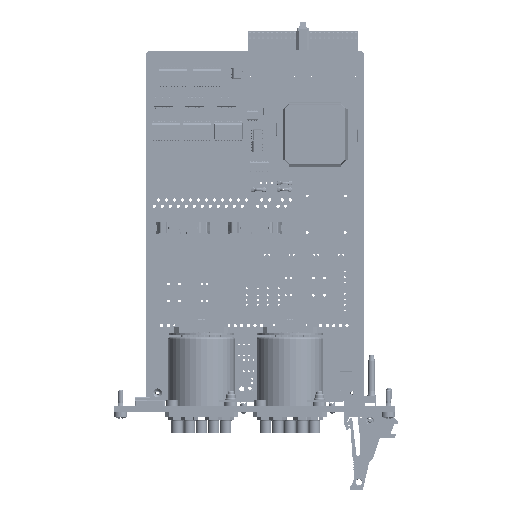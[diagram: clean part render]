
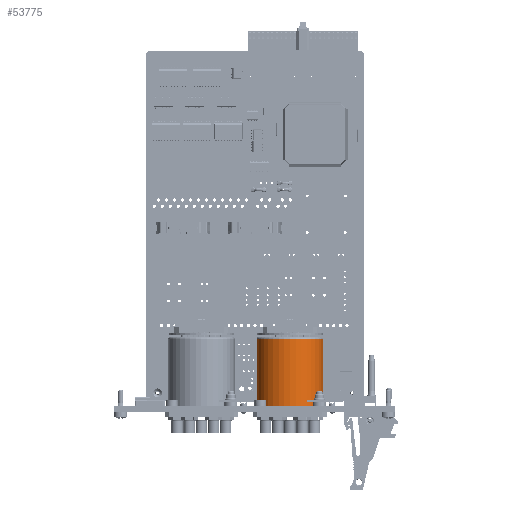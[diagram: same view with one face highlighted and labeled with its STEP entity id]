
A CAD part, left-side view. The second image highlights one B-rep face of the part: STEP entity #53775.
In plain terms, the highlighted cylindrical face has radius 15.25 mm (diameter 30.5 mm), a full revolution.
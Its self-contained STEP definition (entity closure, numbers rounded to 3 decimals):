
#12317 = CARTESIAN_POINT ( 'NONE',  ( -37.877, -1.246, 49.465 ) ) ;
#12320 = DIRECTION ( 'NONE',  ( 0., 0., -1. ) ) ;
#12324 = DIRECTION ( 'NONE',  ( -1., 0., 0. ) ) ;
#29501 = CARTESIAN_POINT ( 'NONE',  ( -53.127, -1.246, 16.165 ) ) ;
#30108 = CARTESIAN_POINT ( 'NONE',  ( -53.127, -1.246, 49.465 ) ) ;
#34066 = VERTEX_POINT ( 'NONE', #29501 ) ;
#35346 = VERTEX_POINT ( 'NONE', #30108 ) ;
#50202 = ORIENTED_EDGE ( 'NONE', *, *, #211707, .T. ) ;
#50254 = ORIENTED_EDGE ( 'NONE', *, *, #208474, .T. ) ;
#53051 = EDGE_LOOP ( 'NONE', ( #50202 ) ) ;
#53775 = ADVANCED_FACE ( 'NONE', ( #54642, #54631 ), #54678, .T. ) ;
#54631 = FACE_OUTER_BOUND ( 'NONE', #296049, .T. ) ;
#54642 = FACE_OUTER_BOUND ( 'NONE', #53051, .T. ) ;
#54678 = CYLINDRICAL_SURFACE ( 'NONE', #242398, 15.25 ) ;
#56275 = CIRCLE ( 'NONE', #62722, 15.25 ) ;
#62722 = AXIS2_PLACEMENT_3D ( 'NONE', #130121, #130124, #130126 ) ;
#64265 = AXIS2_PLACEMENT_3D ( 'NONE', #12317, #12320, #12324 ) ;
#130121 = CARTESIAN_POINT ( 'NONE',  ( -37.877, -1.246, 16.165 ) ) ;
#130124 = DIRECTION ( 'NONE',  ( 0., 0., 1. ) ) ;
#130126 = DIRECTION ( 'NONE',  ( -1., 0., 0. ) ) ;
#166253 = CIRCLE ( 'NONE', #64265, 15.25 ) ;
#208474 = EDGE_CURVE ( 'NONE', #34066, #34066, #56275, .T. ) ;
#211707 = EDGE_CURVE ( 'NONE', #35346, #35346, #166253, .T. ) ;
#242398 = AXIS2_PLACEMENT_3D ( 'NONE', #260983, #260990, #261021 ) ;
#260983 = CARTESIAN_POINT ( 'NONE',  ( -37.877, -1.246, 50.465 ) ) ;
#260990 = DIRECTION ( 'NONE',  ( 0., 0., -1. ) ) ;
#261021 = DIRECTION ( 'NONE',  ( 1., 0., 0. ) ) ;
#296049 = EDGE_LOOP ( 'NONE', ( #50254 ) ) ;
